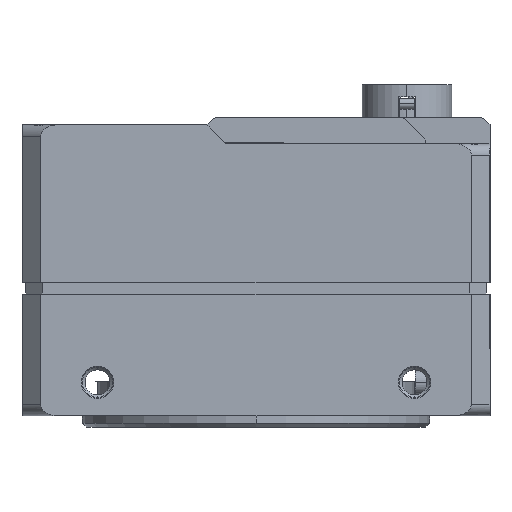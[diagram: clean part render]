
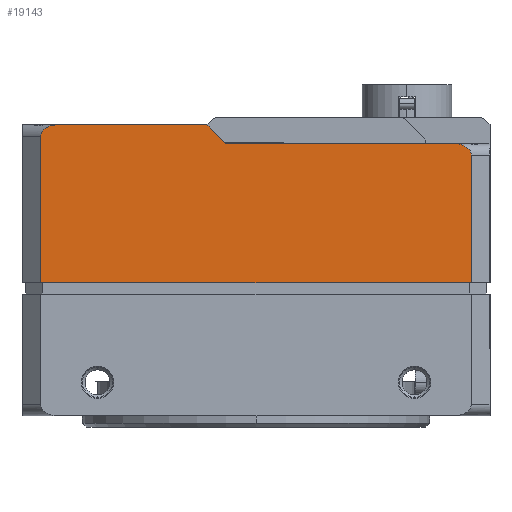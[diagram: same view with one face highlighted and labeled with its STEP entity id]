
A CAD part, left-side view. The second image highlights one B-rep face of the part: STEP entity #19143.
In plain terms, the highlighted planar face has unit normal (-1, 0, 0).
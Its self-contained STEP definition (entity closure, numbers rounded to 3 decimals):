
#322 = CARTESIAN_POINT ( 'NONE',  ( 1.061, 3.561, 14.681 ) ) ;
#408 = LINE ( 'NONE', #10719, #4963 ) ;
#705 = CARTESIAN_POINT ( 'NONE',  ( 1.061, 4.439, 15.302 ) ) ;
#878 = CARTESIAN_POINT ( 'NONE',  ( 1.061, 35.854, 15.802 ) ) ;
#1353 = LINE ( 'NONE', #7585, #11129 ) ;
#1640 =( BOUNDED_CURVE ( )  B_SPLINE_CURVE ( 3, ( #3340, #322, #705, #12566 ),
 .UNSPECIFIED., .F., .T. ) 
 B_SPLINE_CURVE_WITH_KNOTS ( ( 4, 4 ),
 ( 3.142, 4.712 ),
 .UNSPECIFIED. ) 
 CURVE ( )  GEOMETRIC_REPRESENTATION_ITEM ( )  RATIONAL_B_SPLINE_CURVE ( ( 1., 0.805, 0.805, 1. ) ) 
 REPRESENTATION_ITEM ( '' )  );
#1961 = DIRECTION ( 'NONE',  ( 0., 1., 0. ) ) ;
#2141 = CARTESIAN_POINT ( 'NONE',  ( 1.061, 35.854, 15.302 ) ) ;
#2559 = CARTESIAN_POINT ( 'NONE',  ( 1.061, 60.561, 16.302 ) ) ;
#3208 = DIRECTION ( 'NONE',  ( 0., -1., 0. ) ) ;
#3279 = DIRECTION ( 'NONE',  ( 0., 1., 0. ) ) ;
#3340 = CARTESIAN_POINT ( 'NONE',  ( 1.061, 3.561, 13.802 ) ) ;
#3402 = VERTEX_POINT ( 'NONE', #18515 ) ;
#3497 = EDGE_CURVE ( 'NONE', #5930, #13696, #1353, .T. ) ;
#3908 = CARTESIAN_POINT ( 'NONE',  ( 1.061, 58.439, 17.802 ) ) ;
#3997 = DIRECTION ( 'NONE',  ( 0., 0., -1. ) ) ;
#4100 = VERTEX_POINT ( 'NONE', #18450 ) ;
#4918 = LINE ( 'NONE', #13582, #12402 ) ;
#4963 = VECTOR ( 'NONE', #1961, 1000. ) ;
#5105 = EDGE_CURVE ( 'NONE', #18681, #6209, #1640, .T. ) ;
#5274 = EDGE_CURVE ( 'NONE', #4100, #3402, #10215, .T. ) ;
#5374 = CARTESIAN_POINT ( 'NONE',  ( 1.061, 59.682, 17.802 ) ) ;
#5465 = CARTESIAN_POINT ( 'NONE',  ( 1.061, 38.561, 17.802 ) ) ;
#5867 = DIRECTION ( 'NONE',  ( -1., 0., 0. ) ) ;
#5930 = VERTEX_POINT ( 'NONE', #13859 ) ;
#6176 = CARTESIAN_POINT ( 'NONE',  ( 1.061, 5.682, 15.302 ) ) ;
#6209 = VERTEX_POINT ( 'NONE', #6176 ) ;
#6557 = VERTEX_POINT ( 'NONE', #2141 ) ;
#6681 = CARTESIAN_POINT ( 'NONE',  ( 1.061, 3.561, -3.103 ) ) ;
#6837 = DIRECTION ( 'NONE',  ( 1., 0., 0. ) ) ;
#7213 = CARTESIAN_POINT ( 'NONE',  ( 1.061, 3.561, 13.802 ) ) ;
#7272 = EDGE_LOOP ( 'NONE', ( #18519, #15070, #7758, #14683, #11050, #10886, #12059, #19254, #9284 ) ) ;
#7415 = CARTESIAN_POINT ( 'NONE',  ( 1.061, 63.061, -2.093 ) ) ;
#7543 = VERTEX_POINT ( 'NONE', #19015 ) ;
#7585 = CARTESIAN_POINT ( 'NONE',  ( 1.061, 60.561, -3.103 ) ) ;
#7758 = ORIENTED_EDGE ( 'NONE', *, *, #12764, .T. ) ;
#7804 = EDGE_CURVE ( 'NONE', #6209, #6557, #408, .T. ) ;
#8003 = LINE ( 'NONE', #18713, #11662 ) ;
#8791 = AXIS2_PLACEMENT_3D ( 'NONE', #7415, #5867, #10244 ) ;
#9049 = VECTOR ( 'NONE', #18897, 1000. ) ;
#9076 = EDGE_CURVE ( 'NONE', #7543, #9858, #13143, .T. ) ;
#9284 = ORIENTED_EDGE ( 'NONE', *, *, #9076, .F. ) ;
#9858 = VERTEX_POINT ( 'NONE', #16018 ) ;
#10215 =( BOUNDED_CURVE ( )  B_SPLINE_CURVE ( 3, ( #3908, #5374, #17231, #2559 ),
 .UNSPECIFIED., .F., .T. ) 
 B_SPLINE_CURVE_WITH_KNOTS ( ( 4, 4 ),
 ( 1.571, 3.142 ),
 .UNSPECIFIED. ) 
 CURVE ( )  GEOMETRIC_REPRESENTATION_ITEM ( )  RATIONAL_B_SPLINE_CURVE ( ( 1., 0.805, 0.805, 1. ) ) 
 REPRESENTATION_ITEM ( '' )  );
#10244 = DIRECTION ( 'NONE',  ( 0., -1., 0. ) ) ;
#10418 = VECTOR ( 'NONE', #16003, 1000. ) ;
#10719 = CARTESIAN_POINT ( 'NONE',  ( 1.061, 5.682, 15.302 ) ) ;
#10886 = ORIENTED_EDGE ( 'NONE', *, *, #5105, .T. ) ;
#11050 = ORIENTED_EDGE ( 'NONE', *, *, #12488, .F. ) ;
#11129 = VECTOR ( 'NONE', #3208, 1000. ) ;
#11662 = VECTOR ( 'NONE', #17043, 1000. ) ;
#11808 = LINE ( 'NONE', #13086, #10418 ) ;
#12059 = ORIENTED_EDGE ( 'NONE', *, *, #7804, .T. ) ;
#12402 = VECTOR ( 'NONE', #3279, 1000. ) ;
#12488 = EDGE_CURVE ( 'NONE', #18681, #13696, #11808, .T. ) ;
#12566 = CARTESIAN_POINT ( 'NONE',  ( 1.061, 5.682, 15.302 ) ) ;
#12764 = EDGE_CURVE ( 'NONE', #3402, #5930, #8003, .T. ) ;
#13086 = CARTESIAN_POINT ( 'NONE',  ( 1.061, 3.561, 13.802 ) ) ;
#13143 = LINE ( 'NONE', #5465, #9049 ) ;
#13494 = EDGE_CURVE ( 'NONE', #7543, #4100, #4918, .T. ) ;
#13582 = CARTESIAN_POINT ( 'NONE',  ( 1.061, 38.561, 17.802 ) ) ;
#13696 = VERTEX_POINT ( 'NONE', #6681 ) ;
#13859 = CARTESIAN_POINT ( 'NONE',  ( 1.061, 60.561, -3.103 ) ) ;
#14683 = ORIENTED_EDGE ( 'NONE', *, *, #3497, .T. ) ;
#15070 = ORIENTED_EDGE ( 'NONE', *, *, #5274, .T. ) ;
#15603 = AXIS2_PLACEMENT_3D ( 'NONE', #878, #6837, #3997 ) ;
#16003 = DIRECTION ( 'NONE',  ( 0., 0., -1. ) ) ;
#16018 = CARTESIAN_POINT ( 'NONE',  ( 1.061, 36.207, 15.448 ) ) ;
#17043 = DIRECTION ( 'NONE',  ( 0., 0., -1. ) ) ;
#17231 = CARTESIAN_POINT ( 'NONE',  ( 1.061, 60.561, 17.181 ) ) ;
#18412 = CIRCLE ( 'NONE', #15603, 0.5 ) ;
#18450 = CARTESIAN_POINT ( 'NONE',  ( 1.061, 58.439, 17.802 ) ) ;
#18515 = CARTESIAN_POINT ( 'NONE',  ( 1.061, 60.561, 16.302 ) ) ;
#18519 = ORIENTED_EDGE ( 'NONE', *, *, #13494, .T. ) ;
#18680 = EDGE_CURVE ( 'NONE', #6557, #9858, #18412, .T. ) ;
#18681 = VERTEX_POINT ( 'NONE', #7213 ) ;
#18713 = CARTESIAN_POINT ( 'NONE',  ( 1.061, 60.561, 16.302 ) ) ;
#18897 = DIRECTION ( 'NONE',  ( 0., -0.707, -0.707 ) ) ;
#19015 = CARTESIAN_POINT ( 'NONE',  ( 1.061, 38.561, 17.802 ) ) ;
#19104 = PLANE ( 'NONE',  #8791 ) ;
#19143 = ADVANCED_FACE ( 'NONE', ( #19197 ), #19104, .T. ) ;
#19197 = FACE_OUTER_BOUND ( 'NONE', #7272, .T. ) ;
#19254 = ORIENTED_EDGE ( 'NONE', *, *, #18680, .T. ) ;
